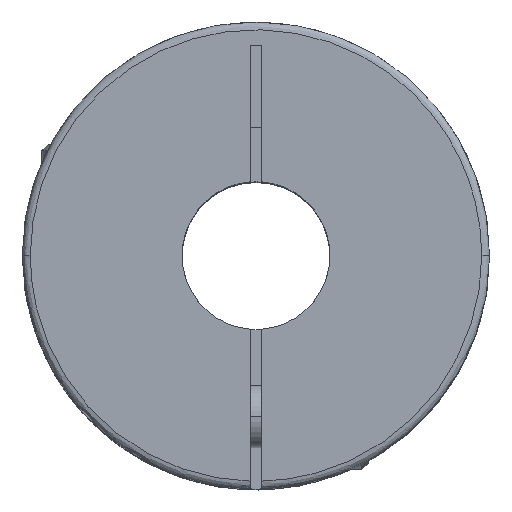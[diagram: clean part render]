
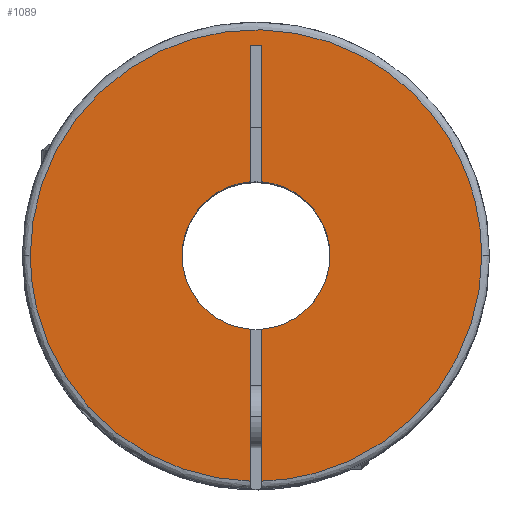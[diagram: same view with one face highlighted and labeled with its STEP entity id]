
A CAD part, top view. The second image highlights one B-rep face of the part: STEP entity #1089.
In plain terms, the highlighted planar face has unit normal (0, 0, 1).
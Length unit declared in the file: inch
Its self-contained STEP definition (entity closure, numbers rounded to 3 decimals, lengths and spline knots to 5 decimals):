
#4 = DIRECTION ( 'NONE',  ( 1., 0., 0. ) ) ;
#14 = VECTOR ( 'NONE', #845, 39.37008 ) ;
#19 = EDGE_CURVE ( 'NONE', #3728, #4020, #3949, .T. ) ;
#81 = ORIENTED_EDGE ( 'NONE', *, *, #2995, .F. ) ;
#148 = ORIENTED_EDGE ( 'NONE', *, *, #19, .F. ) ;
#278 = CARTESIAN_POINT ( 'NONE',  ( -1.14173, -0.65518, 0. ) ) ;
#304 = AXIS2_PLACEMENT_3D ( 'NONE', #3835, #2585, #1635 ) ;
#329 = VERTEX_POINT ( 'NONE', #360 ) ;
#360 = CARTESIAN_POINT ( 'NONE',  ( -0.02953, 1.06299, 0. ) ) ;
#370 = EDGE_CURVE ( 'NONE', #3830, #3728, #2011, .T. ) ;
#402 = ORIENTED_EDGE ( 'NONE', *, *, #3319, .T. ) ;
#444 = CARTESIAN_POINT ( 'NONE',  ( -0.02953, 0.37285, 0. ) ) ;
#499 = CARTESIAN_POINT ( 'NONE',  ( 1.14173, 2.28346, 0. ) ) ;
#558 = DIRECTION ( 'NONE',  ( 0., -1., 0. ) ) ;
#610 = DIRECTION ( 'NONE',  ( 0., 0., -1. ) ) ;
#644 = CARTESIAN_POINT ( 'NONE',  ( 0.02953, -1.1811, 0. ) ) ;
#681 = DIRECTION ( 'NONE',  ( 0., 0., -1. ) ) ;
#688 = CARTESIAN_POINT ( 'NONE',  ( -0.68448, -1.12441, 0. ) ) ;
#692 =( BOUNDED_CURVE ( )  B_SPLINE_CURVE ( 3, ( #2062, #2042, #3334, #3311 ),
 .UNSPECIFIED., .F., .T. ) 
 B_SPLINE_CURVE_WITH_KNOTS ( ( 4, 4 ),
 ( 0.75208, 1. ),
 .UNSPECIFIED. ) 
 CURVE ( )  GEOMETRIC_REPRESENTATION_ITEM ( )  RATIONAL_B_SPLINE_CURVE ( ( 1., 0.811, 0.811, 1. ) ) 
 REPRESENTATION_ITEM ( '' )  );
#845 = DIRECTION ( 'NONE',  ( 0., 1., 0. ) ) ;
#902 = EDGE_CURVE ( 'NONE', #2103, #963, #2496, .T. ) ;
#963 = VERTEX_POINT ( 'NONE', #3441 ) ;
#966 = CARTESIAN_POINT ( 'NONE',  ( 0., 0., 0. ) ) ;
#996 = ORIENTED_EDGE ( 'NONE', *, *, #2991, .F. ) ;
#1089 = ADVANCED_FACE ( 'NONE', ( #3183 ), #2544, .F. ) ;
#1091 = CARTESIAN_POINT ( 'NONE',  ( 1.14173, 0., 0. ) ) ;
#1135 = CARTESIAN_POINT ( 'NONE',  ( -0.02953, -0.37285, 0. ) ) ;
#1241 = CARTESIAN_POINT ( 'NONE',  ( 0., 0., 0. ) ) ;
#1271 = ORIENTED_EDGE ( 'NONE', *, *, #2503, .T. ) ;
#1288 = CARTESIAN_POINT ( 'NONE',  ( -1.14173, 0., 0. ) ) ;
#1325 = EDGE_CURVE ( 'NONE', #2001, #1613, #2122, .T. ) ;
#1343 = ORIENTED_EDGE ( 'NONE', *, *, #1325, .F. ) ;
#1383 = EDGE_CURVE ( 'NONE', #2722, #2103, #3009, .T. ) ;
#1396 = CARTESIAN_POINT ( 'NONE',  ( -1.14173, 0., 0. ) ) ;
#1415 = CARTESIAN_POINT ( 'NONE',  ( 0.02953, -0.37285, 0. ) ) ;
#1478 = CARTESIAN_POINT ( 'NONE',  ( -0.02953, 1.06299, 0. ) ) ;
#1494 = ORIENTED_EDGE ( 'NONE', *, *, #370, .F. ) ;
#1563 = AXIS2_PLACEMENT_3D ( 'NONE', #1241, #610, #1874 ) ;
#1613 = VERTEX_POINT ( 'NONE', #4003 ) ;
#1635 = DIRECTION ( 'NONE',  ( 1., 0., 0. ) ) ;
#1673 = ORIENTED_EDGE ( 'NONE', *, *, #1858, .T. ) ;
#1810 = CARTESIAN_POINT ( 'NONE',  ( 0.02953, 0.37285, 0. ) ) ;
#1821 = CIRCLE ( 'NONE', #3283, 0.37402 ) ;
#1858 = EDGE_CURVE ( 'NONE', #2001, #2722, #3725, .T. ) ;
#1874 = DIRECTION ( 'NONE',  ( -1., 0., 0. ) ) ;
#1907 = CARTESIAN_POINT ( 'NONE',  ( -1.14173, 0., 0. ) ) ;
#2001 = VERTEX_POINT ( 'NONE', #1810 ) ;
#2011 =( BOUNDED_CURVE ( )  B_SPLINE_CURVE ( 3, ( #3526, #688, #278, #1907 ),
 .UNSPECIFIED., .F., .T. ) 
 B_SPLINE_CURVE_WITH_KNOTS ( ( 4, 4 ),
 ( 0., 0.24792 ),
 .UNSPECIFIED. ) 
 CURVE ( )  GEOMETRIC_REPRESENTATION_ITEM ( )  RATIONAL_B_SPLINE_CURVE ( ( 1., 0.811, 0.811, 1. ) ) 
 REPRESENTATION_ITEM ( '' )  );
#2042 = CARTESIAN_POINT ( 'NONE',  ( 1.14173, -0.65518, 0. ) ) ;
#2062 = CARTESIAN_POINT ( 'NONE',  ( 1.14173, 0., 0. ) ) ;
#2082 = EDGE_CURVE ( 'NONE', #4020, #963, #692, .T. ) ;
#2103 = VERTEX_POINT ( 'NONE', #1415 ) ;
#2122 = LINE ( 'NONE', #3090, #14 ) ;
#2243 = DIRECTION ( 'NONE',  ( 1., 0., 0. ) ) ;
#2397 = LINE ( 'NONE', #3974, #2762 ) ;
#2418 = CARTESIAN_POINT ( 'NONE',  ( 0., 0., 0. ) ) ;
#2438 = DIRECTION ( 'NONE',  ( 1., 0., 0. ) ) ;
#2457 = DIRECTION ( 'NONE',  ( 0., 1., 0. ) ) ;
#2496 = LINE ( 'NONE', #644, #2899 ) ;
#2503 = EDGE_CURVE ( 'NONE', #3830, #3069, #3690, .T. ) ;
#2534 = ORIENTED_EDGE ( 'NONE', *, *, #902, .T. ) ;
#2544 = PLANE ( 'NONE',  #1563 ) ;
#2585 = DIRECTION ( 'NONE',  ( 0., 0., -1. ) ) ;
#2615 = VECTOR ( 'NONE', #2457, 39.37008 ) ;
#2681 = CARTESIAN_POINT ( 'NONE',  ( -1.14173, 2.28346, 0. ) ) ;
#2685 = VERTEX_POINT ( 'NONE', #444 ) ;
#2722 = VERTEX_POINT ( 'NONE', #2908 ) ;
#2762 = VECTOR ( 'NONE', #558, 39.37008 ) ;
#2832 = DIRECTION ( 'NONE',  ( 0., -1., 0. ) ) ;
#2890 = LINE ( 'NONE', #3790, #3578 ) ;
#2899 = VECTOR ( 'NONE', #2832, 39.37008 ) ;
#2908 = CARTESIAN_POINT ( 'NONE',  ( 0.37402, 0., 0. ) ) ;
#2942 = CARTESIAN_POINT ( 'NONE',  ( -0.02953, -1.14135, 0. ) ) ;
#2991 = EDGE_CURVE ( 'NONE', #329, #2685, #2397, .T. ) ;
#2995 = EDGE_CURVE ( 'NONE', #2685, #3069, #1821, .T. ) ;
#3009 = CIRCLE ( 'NONE', #3709, 0.37402 ) ;
#3069 = VERTEX_POINT ( 'NONE', #1135 ) ;
#3090 = CARTESIAN_POINT ( 'NONE',  ( 0.02953, 0., 0. ) ) ;
#3113 = EDGE_LOOP ( 'NONE', ( #1271, #81, #996, #402, #1343, #1673, #3848, #2534, #4042, #148, #1494 ) ) ;
#3183 = FACE_OUTER_BOUND ( 'NONE', #3113, .T. ) ;
#3283 = AXIS2_PLACEMENT_3D ( 'NONE', #2418, #3647, #2438 ) ;
#3311 = CARTESIAN_POINT ( 'NONE',  ( 0.02953, -1.14135, 0. ) ) ;
#3319 = EDGE_CURVE ( 'NONE', #329, #1613, #2890, .T. ) ;
#3334 = CARTESIAN_POINT ( 'NONE',  ( 0.68448, -1.12441, 0. ) ) ;
#3441 = CARTESIAN_POINT ( 'NONE',  ( 0.02953, -1.14135, 0. ) ) ;
#3526 = CARTESIAN_POINT ( 'NONE',  ( -0.02953, -1.14135, 0. ) ) ;
#3578 = VECTOR ( 'NONE', #4, 39.37008 ) ;
#3647 = DIRECTION ( 'NONE',  ( 0., 0., 1. ) ) ;
#3690 = LINE ( 'NONE', #1478, #2615 ) ;
#3709 = AXIS2_PLACEMENT_3D ( 'NONE', #966, #681, #2243 ) ;
#3725 = CIRCLE ( 'NONE', #304, 0.37402 ) ;
#3728 = VERTEX_POINT ( 'NONE', #1288 ) ;
#3790 = CARTESIAN_POINT ( 'NONE',  ( 0.02953, 1.06299, 0. ) ) ;
#3830 = VERTEX_POINT ( 'NONE', #2942 ) ;
#3835 = CARTESIAN_POINT ( 'NONE',  ( 0., 0., 0. ) ) ;
#3848 = ORIENTED_EDGE ( 'NONE', *, *, #1383, .T. ) ;
#3933 = CARTESIAN_POINT ( 'NONE',  ( 1.14173, 0., 0. ) ) ;
#3949 =( BOUNDED_CURVE ( )  B_SPLINE_CURVE ( 3, ( #1396, #2681, #499, #1091 ),
 .UNSPECIFIED., .F., .T. ) 
 B_SPLINE_CURVE_WITH_KNOTS ( ( 4, 4 ),
 ( 0.24792, 0.75208 ),
 .UNSPECIFIED. ) 
 CURVE ( )  GEOMETRIC_REPRESENTATION_ITEM ( )  RATIONAL_B_SPLINE_CURVE ( ( 1., 0.333, 0.333, 1. ) ) 
 REPRESENTATION_ITEM ( '' )  );
#3974 = CARTESIAN_POINT ( 'NONE',  ( -0.02953, 0., 0. ) ) ;
#4003 = CARTESIAN_POINT ( 'NONE',  ( 0.02953, 1.06299, 0. ) ) ;
#4020 = VERTEX_POINT ( 'NONE', #3933 ) ;
#4042 = ORIENTED_EDGE ( 'NONE', *, *, #2082, .F. ) ;
